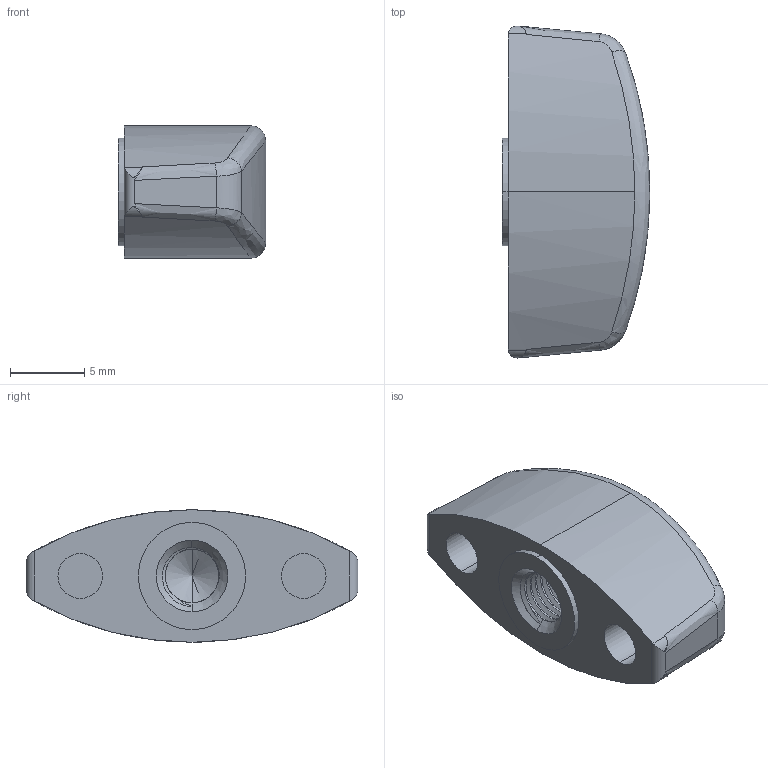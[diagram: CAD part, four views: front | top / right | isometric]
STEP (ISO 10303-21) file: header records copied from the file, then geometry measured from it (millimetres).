
FILE_DESCRIPTION (( 'STEP AP203' ), '1' );
FILE_NAME ('儂秫倰唅聽02倰3D.STEP', '2020-12-03T02:38:41', ( 'evan-96' ), ( 'Microsoft' ), 'SwSTEP 2.0', 'SolidWorks 2020', '' );
FILE_SCHEMA (( 'CONFIG_CONTROL_DESIGN' ));
Length unit declared in the file: millimetre
Products named in the file (1): 儂秫倰唅聽02倰3D
Bounding box: 9.9 x 22.28 x 8.9 mm (x, y, z)
Volume: 1199.3 mm3; surface area: 958 mm2
Topology: 1 solids, 1 shells, 64 faces, 162 edges, 102 vertices
Faces by surface type: cylinder 39, bspline 12, plane 8, cone 5
Entity records: 3104 total; most frequent: CARTESIAN_POINT 1729, ORIENTED_EDGE 320, DIRECTION 215, EDGE_CURVE 160, VERTEX_POINT 102, AXIS2_PLACEMENT_3D 82, EDGE_LOOP 68, ADVANCED_FACE 64
